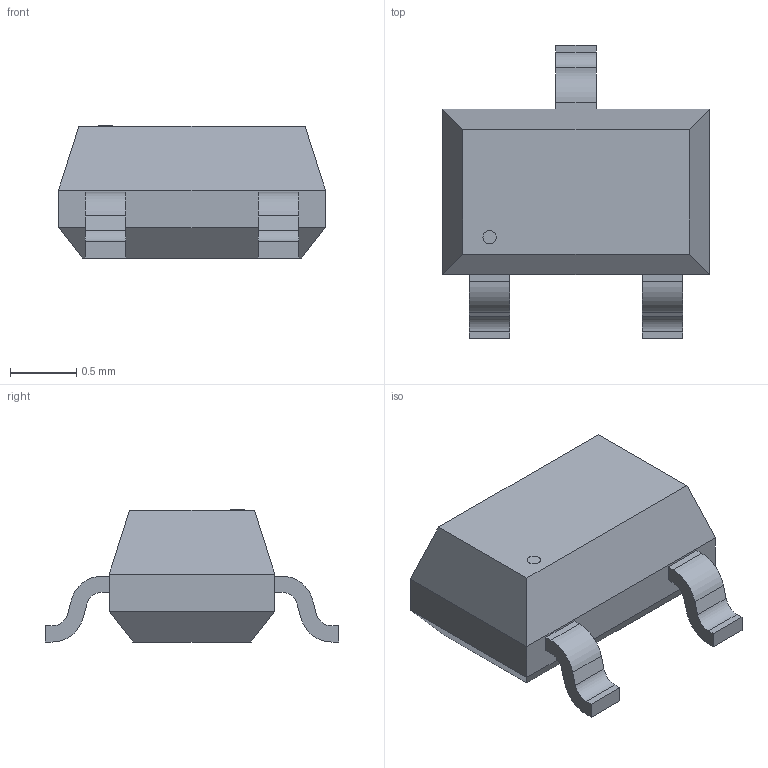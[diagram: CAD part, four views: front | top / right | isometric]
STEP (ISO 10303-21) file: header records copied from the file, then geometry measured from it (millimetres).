
FILE_DESCRIPTION(('STEP AP214'),'1');
FILE_NAME('TRANS_DTA114EUA_ROM','2022-04-14T20:03:18',(''),(''),'','','');
FILE_SCHEMA(('AUTOMOTIVE_DESIGN'));
Length unit declared in the file: millimetre
Products named in the file (1): product
Bounding box: 2.01 x 2.21 x 0.99 mm (x, y, z)
Volume: 2.2 mm3; surface area: 11.5 mm2
Topology: 5 solids, 5 shells, 59 faces, 139 edges, 90 vertices
Faces by surface type: plane 46, cylinder 13
Full cylindrical faces by diameter (mm): 0.1 x1
Entity records: 1652 total; most frequent: DIRECTION 286, ORIENTED_EDGE 276, CARTESIAN_POINT 165, EDGE_CURVE 138, LINE 112, VECTOR 112, VERTEX_POINT 90, AXIS2_PLACEMENT_3D 87
